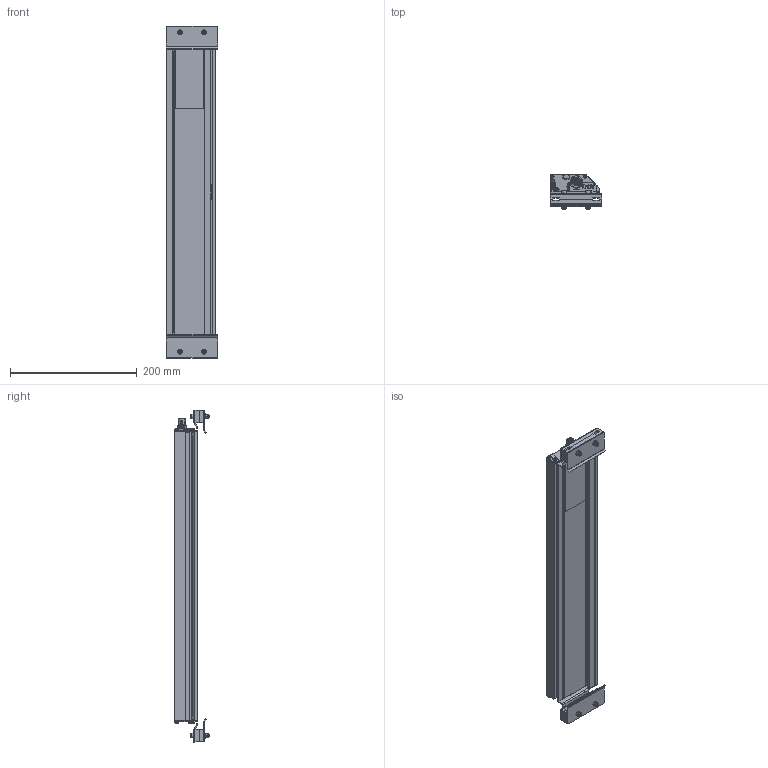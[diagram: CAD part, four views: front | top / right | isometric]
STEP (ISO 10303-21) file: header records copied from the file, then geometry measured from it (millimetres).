
FILE_DESCRIPTION (( 'STEP AP214' ), '1' );
FILE_NAME ('LIMAX4H-HG-CAN.STEP', '2018-11-18T13:28:04', ( '' ), ( '' ), 'SwSTEP 2.0', 'SolidWorks 2018', '' );
FILE_SCHEMA (( 'AUTOMOTIVE_DESIGN' ));
Length unit declared in the file: millimetre
Products named in the file (6): Group5^Z-100704_defeature; Group4^Z-100704_defeature; Group3^Z-100704_defeature; Group2^Z-100704_defeature; Group1^Z-100704_defeature; LIMAX4H-HG-CAN
Assembly tree (5 placements, depth 2):
  LIMAX4H-HG-CAN
    Group1^Z-100704_defeature
    Group2^Z-100704_defeature
    Group3^Z-100704_defeature
    Group4^Z-100704_defeature
    Group5^Z-100704_defeature
Bounding box: 81 x 54.64 x 524.23 mm (x, y, z)
Volume: 915828.9 mm3; surface area: 192344 mm2
Topology: 11 solids, 11 shells, 1656 faces, 4457 edges, 2947 vertices
Faces by surface type: plane 686, cylinder 505, torus 183, cone 181, bspline 95, sphere 6
Entity records: 83930 total; most frequent: CARTESIAN_POINT 32378, ORIENTED_EDGE 8870, DIRECTION 7947, EDGE_CURVE 4435, VERTEX_POINT 2947, AXIS2_PLACEMENT_3D 2917, VECTOR 2113, LINE 2113
